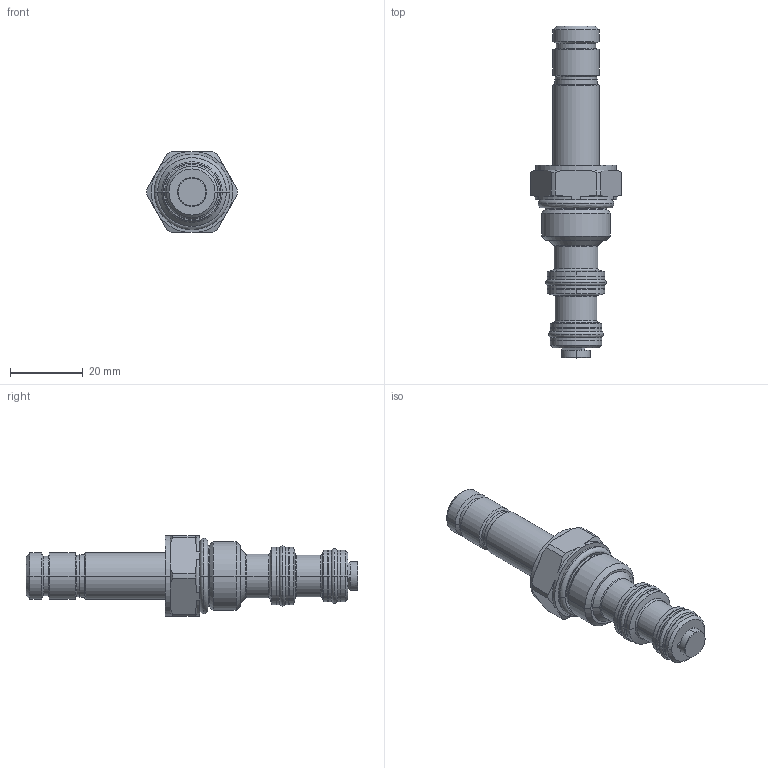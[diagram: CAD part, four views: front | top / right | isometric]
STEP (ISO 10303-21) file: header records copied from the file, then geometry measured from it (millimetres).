
FILE_DESCRIPTION((''),'2;1');
FILE_NAME('5006000_SW0003','2009-02-24T',('JCS'),(''),'PRO/ENGINEER BY PARAMETRIC TECHNOLOGY CORPORATION, 2008010','PRO/ENGINEER BY PARAMETRIC TECHNOLOGY CORPORATION, 2008010','');
FILE_SCHEMA(('CONFIG_CONTROL_DESIGN'));
Length unit declared in the file: inch
Products named in the file (1): 5006000_SW0003
Bounding box: 24.94 x 91.08 x 22.23 mm (x, y, z)
Volume: 15974.6 mm3; surface area: 6959.1 mm2
Topology: 6 solids, 6 shells, 185 faces, 406 edges, 242 vertices
Faces by surface type: cylinder 66, cone 42, plane 33, revolution 24, torus 20
Entity records: 5534 total; most frequent: CARTESIAN_POINT 1335, DIRECTION 930, ORIENTED_EDGE 812, EDGE_CURVE 406, AXIS2_PLACEMENT_3D 387, VERTEX_POINT 242, CIRCLE 226, EDGE_LOOP 204
